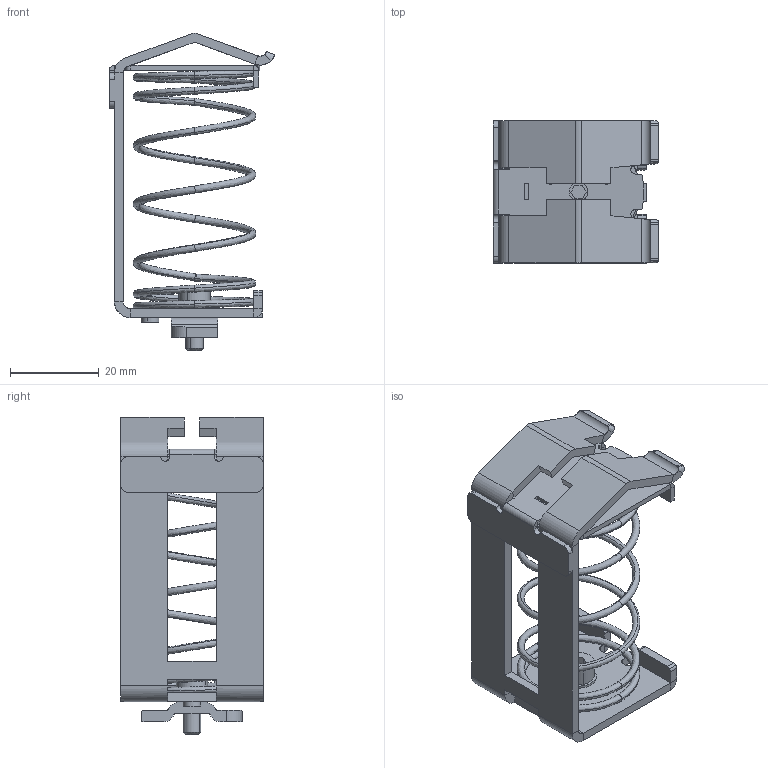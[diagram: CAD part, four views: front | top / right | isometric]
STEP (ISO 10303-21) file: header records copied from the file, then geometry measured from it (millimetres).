
FILE_DESCRIPTION(('CATIA V5 STEP Exchange','CAx-IF Rec.Pracs.--- Model Styling and Organization---1.4--- 2014-01-23'),'2;1');
FILE_NAME ('D1455460_1', '2023-07-18T06:26:27+00:00', ('none'), ('Weidmueller'), 'CATIA Version 5-6 Release 2016 SP3 HF44', 'CATIA V5 STEP AP214', 'none');
FILE_SCHEMA(('AUTOMOTIVE_DESIGN { 1 0 10303 214 1 1 1 1 }'));
Length unit declared in the file: millimetre
Products named in the file (1): 1752711001
Bounding box: 37.27 x 32 x 71.35 mm (x, y, z)
Volume: 9870.7 mm3; surface area: 13375.7 mm2
Topology: 1 solids, 2 shells, 279 faces, 721 edges, 447 vertices
Faces by surface type: plane 152, cylinder 84, bspline 37, cone 6
Entity records: 11062 total; most frequent: CARTESIAN_POINT 4935, ORIENTED_EDGE 1442, DIRECTION 989, EDGE_CURVE 721, VERTEX_POINT 447, VECTOR 406, LINE 406, AXIS2_PLACEMENT_3D 372
